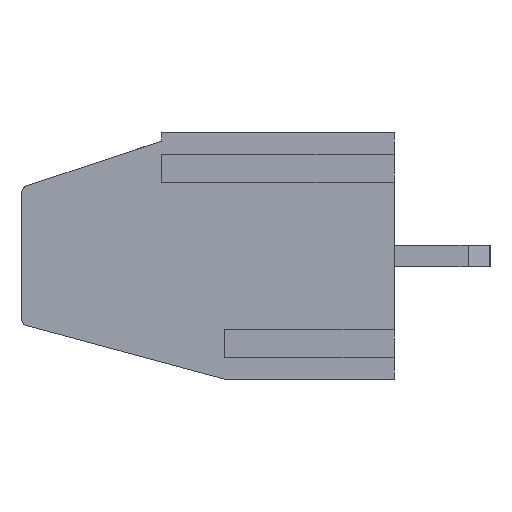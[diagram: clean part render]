
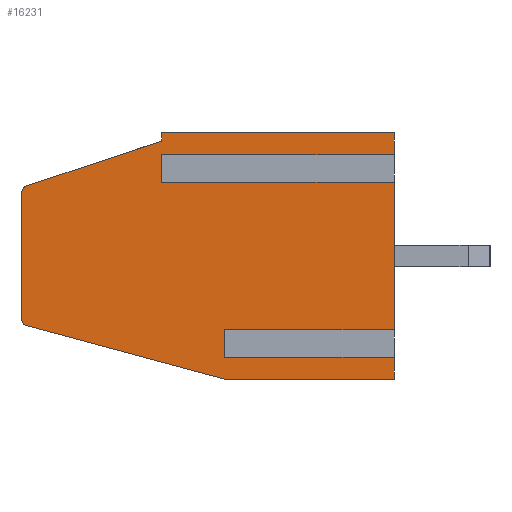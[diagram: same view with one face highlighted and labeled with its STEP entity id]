
A CAD part, left-side view. The second image highlights one B-rep face of the part: STEP entity #16231.
In plain terms, the highlighted planar face has unit normal (-1, 0, 0).
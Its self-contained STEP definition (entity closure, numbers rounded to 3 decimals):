
#213 = CARTESIAN_POINT ( 'NONE',  ( 0., 8.5, 7.993 ) ) ;
#451 = VERTEX_POINT ( 'NONE', #34202 ) ;
#742 = CARTESIAN_POINT ( 'NONE',  ( 0., 6.2, 1.007 ) ) ;
#842 = CARTESIAN_POINT ( 'NONE',  ( 0., 8.5, 7.993 ) ) ;
#1158 = ORIENTED_EDGE ( 'NONE', *, *, #7009, .T. ) ;
#1198 = CARTESIAN_POINT ( 'NONE',  ( 0., 13.6, 2. ) ) ;
#1669 = LINE ( 'NONE', #25021, #33515 ) ;
#1696 = VECTOR ( 'NONE', #4491, 1000. ) ;
#1704 = CARTESIAN_POINT ( 'NONE',  ( 0., 0., 1.007 ) ) ;
#2179 = DIRECTION ( 'NONE',  ( -1., 0., 0. ) ) ;
#2341 = CARTESIAN_POINT ( 'NONE',  ( 0., 6.2, 1.007 ) ) ;
#2560 = ORIENTED_EDGE ( 'NONE', *, *, #4894, .T. ) ;
#3011 = EDGE_CURVE ( 'NONE', #451, #30452, #26487, .T. ) ;
#3123 = EDGE_CURVE ( 'NONE', #41037, #41731, #36893, .T. ) ;
#3714 = EDGE_CURVE ( 'NONE', #25426, #29795, #19109, .T. ) ;
#3827 = LINE ( 'NONE', #742, #1696 ) ;
#4021 = DIRECTION ( 'NONE',  ( 0., 0., -1. ) ) ;
#4210 = CARTESIAN_POINT ( 'NONE',  ( 0., 8.5, 7.407 ) ) ;
#4491 = DIRECTION ( 'NONE',  ( 0., 0., 1. ) ) ;
#4808 = EDGE_CURVE ( 'NONE', #31810, #36971, #14689, .T. ) ;
#4894 = EDGE_CURVE ( 'NONE', #13588, #30994, #1669, .T. ) ;
#4941 = DIRECTION ( 'NONE',  ( 0., 0.965, 0.261 ) ) ;
#5634 = EDGE_CURVE ( 'NONE', #11829, #36971, #34910, .T. ) ;
#6441 = ORIENTED_EDGE ( 'NONE', *, *, #17070, .T. ) ;
#7009 = EDGE_CURVE ( 'NONE', #30994, #41075, #32065, .T. ) ;
#7231 = EDGE_CURVE ( 'NONE', #25426, #13588, #3827, .T. ) ;
#7919 = VECTOR ( 'NONE', #35388, 1000. ) ;
#7937 = VECTOR ( 'NONE', #33433, 1000. ) ;
#8271 = LINE ( 'NONE', #21295, #30288 ) ;
#8654 = VECTOR ( 'NONE', #31425, 1000. ) ;
#8729 = CARTESIAN_POINT ( 'NONE',  ( 0., 0., 9. ) ) ;
#8851 = CARTESIAN_POINT ( 'NONE',  ( 0., 13.463, 7.046 ) ) ;
#8906 = ORIENTED_EDGE ( 'NONE', *, *, #34504, .F. ) ;
#8977 = VECTOR ( 'NONE', #11574, 1000. ) ;
#9549 = CARTESIAN_POINT ( 'NONE',  ( 0., 13.6, 0. ) ) ;
#9562 = VERTEX_POINT ( 'NONE', #23464 ) ;
#9742 = ORIENTED_EDGE ( 'NONE', *, *, #36554, .T. ) ;
#9761 = CARTESIAN_POINT ( 'NONE',  ( 0., 13.6, 7. ) ) ;
#10471 = ORIENTED_EDGE ( 'NONE', *, *, #34117, .F. ) ;
#11574 = DIRECTION ( 'NONE',  ( 0., 0., 1. ) ) ;
#11627 = ORIENTED_EDGE ( 'NONE', *, *, #5634, .T. ) ;
#11662 = VERTEX_POINT ( 'NONE', #37594 ) ;
#11829 = VERTEX_POINT ( 'NONE', #33336 ) ;
#12273 = CARTESIAN_POINT ( 'NONE',  ( 0., 8.5, 8.7 ) ) ;
#12428 = CIRCLE ( 'NONE', #17381, 0.2 ) ;
#12940 = VECTOR ( 'NONE', #28523, 1000. ) ;
#13017 = EDGE_CURVE ( 'NONE', #20318, #41075, #13842, .T. ) ;
#13444 = LINE ( 'NONE', #213, #19986 ) ;
#13588 = VERTEX_POINT ( 'NONE', #17425 ) ;
#13842 = LINE ( 'NONE', #41613, #8654 ) ;
#14255 = CARTESIAN_POINT ( 'NONE',  ( 0., 13.6, 9. ) ) ;
#14689 = LINE ( 'NONE', #14255, #18770 ) ;
#15587 = CARTESIAN_POINT ( 'NONE',  ( 0., 0., 9. ) ) ;
#15590 = VECTOR ( 'NONE', #23212, 1000. ) ;
#15603 = VECTOR ( 'NONE', #4941, 1000. ) ;
#15817 = DIRECTION ( 'NONE',  ( 0., -1., 0. ) ) ;
#16231 = ADVANCED_FACE ( 'NONE', ( #27333 ), #31907, .F. ) ;
#16252 = ORIENTED_EDGE ( 'NONE', *, *, #31654, .T. ) ;
#16816 = CARTESIAN_POINT ( 'NONE',  ( 0., 0., 1.593 ) ) ;
#17070 = EDGE_CURVE ( 'NONE', #9562, #36054, #12428, .T. ) ;
#17358 = DIRECTION ( 'NONE',  ( 0., -1., 0. ) ) ;
#17381 = AXIS2_PLACEMENT_3D ( 'NONE', #25963, #2179, #29050 ) ;
#17425 = CARTESIAN_POINT ( 'NONE',  ( 0., 6.2, 1.593 ) ) ;
#17745 = LINE ( 'NONE', #1198, #15603 ) ;
#17967 = ORIENTED_EDGE ( 'NONE', *, *, #40686, .F. ) ;
#18770 = VECTOR ( 'NONE', #17358, 1000. ) ;
#19109 = LINE ( 'NONE', #2341, #32868 ) ;
#19986 = VECTOR ( 'NONE', #37254, 1000. ) ;
#20318 = VERTEX_POINT ( 'NONE', #4210 ) ;
#20786 = DIRECTION ( 'NONE',  ( 1., 0., 0. ) ) ;
#21295 = CARTESIAN_POINT ( 'NONE',  ( 0., 13.6, 9. ) ) ;
#21518 = AXIS2_PLACEMENT_3D ( 'NONE', #24081, #20786, #4021 ) ;
#21729 = DIRECTION ( 'NONE',  ( 0., 0., 1. ) ) ;
#22419 = LINE ( 'NONE', #8729, #7919 ) ;
#22436 = CARTESIAN_POINT ( 'NONE',  ( 0., 8.5, 9. ) ) ;
#22697 = CARTESIAN_POINT ( 'NONE',  ( 0., 13.4, 6.856 ) ) ;
#22754 = CARTESIAN_POINT ( 'NONE',  ( 0., 0., 7.407 ) ) ;
#22917 = DIRECTION ( 'NONE',  ( -1., 0., 0. ) ) ;
#23212 = DIRECTION ( 'NONE',  ( 0., -0.949, 0.316 ) ) ;
#23464 = CARTESIAN_POINT ( 'NONE',  ( 0., 13.6, 2.153 ) ) ;
#24081 = CARTESIAN_POINT ( 'NONE',  ( 0., 13.6, 9. ) ) ;
#24374 = VERTEX_POINT ( 'NONE', #842 ) ;
#24715 = ORIENTED_EDGE ( 'NONE', *, *, #7231, .T. ) ;
#25021 = CARTESIAN_POINT ( 'NONE',  ( 0., 6.2, 1.593 ) ) ;
#25374 = ORIENTED_EDGE ( 'NONE', *, *, #4808, .F. ) ;
#25426 = VERTEX_POINT ( 'NONE', #30603 ) ;
#25539 = DIRECTION ( 'NONE',  ( 0., 0., -1. ) ) ;
#25963 = CARTESIAN_POINT ( 'NONE',  ( 0., 13.4, 2.153 ) ) ;
#26487 = LINE ( 'NONE', #9549, #32435 ) ;
#26492 = LINE ( 'NONE', #39986, #26860 ) ;
#26710 = DIRECTION ( 'NONE',  ( 0., 0., 1. ) ) ;
#26860 = VECTOR ( 'NONE', #26710, 1000. ) ;
#27042 = ORIENTED_EDGE ( 'NONE', *, *, #3123, .F. ) ;
#27333 = FACE_OUTER_BOUND ( 'NONE', #30287, .T. ) ;
#28264 = AXIS2_PLACEMENT_3D ( 'NONE', #22697, #22917, #25539 ) ;
#28523 = DIRECTION ( 'NONE',  ( 0., 0., 1. ) ) ;
#29050 = DIRECTION ( 'NONE',  ( 0., 0., -1. ) ) ;
#29338 = CARTESIAN_POINT ( 'NONE',  ( 0., 13.6, 6.856 ) ) ;
#29795 = VERTEX_POINT ( 'NONE', #1704 ) ;
#30230 = ORIENTED_EDGE ( 'NONE', *, *, #43457, .F. ) ;
#30287 = EDGE_LOOP ( 'NONE', ( #27042, #16252, #10471, #6441, #8906, #34437, #34015, #9742, #32097, #24715, #2560, #1158, #34880, #30230, #36479, #11627, #25374, #17967 ) ) ;
#30288 = VECTOR ( 'NONE', #21729, 1000. ) ;
#30321 = CARTESIAN_POINT ( 'NONE',  ( 0., 8.5, 7.993 ) ) ;
#30436 = DIRECTION ( 'NONE',  ( 0., -1., 0. ) ) ;
#30452 = VERTEX_POINT ( 'NONE', #43338 ) ;
#30603 = CARTESIAN_POINT ( 'NONE',  ( 0., 6.2, 1.007 ) ) ;
#30994 = VERTEX_POINT ( 'NONE', #16816 ) ;
#31425 = DIRECTION ( 'NONE',  ( 0., -1., 0. ) ) ;
#31654 = EDGE_CURVE ( 'NONE', #41037, #39411, #32507, .T. ) ;
#31810 = VERTEX_POINT ( 'NONE', #22436 ) ;
#31907 = PLANE ( 'NONE',  #21518 ) ;
#32065 = LINE ( 'NONE', #15587, #12940 ) ;
#32097 = ORIENTED_EDGE ( 'NONE', *, *, #3714, .F. ) ;
#32435 = VECTOR ( 'NONE', #30436, 1000. ) ;
#32501 = DIRECTION ( 'NONE',  ( 0., -1., 0. ) ) ;
#32507 = CIRCLE ( 'NONE', #28264, 0.2 ) ;
#32868 = VECTOR ( 'NONE', #15817, 1000. ) ;
#33336 = CARTESIAN_POINT ( 'NONE',  ( 0., 0., 7.993 ) ) ;
#33433 = DIRECTION ( 'NONE',  ( 0., 0., -1. ) ) ;
#33515 = VECTOR ( 'NONE', #32501, 1000. ) ;
#34015 = ORIENTED_EDGE ( 'NONE', *, *, #3011, .T. ) ;
#34117 = EDGE_CURVE ( 'NONE', #9562, #39411, #8271, .T. ) ;
#34202 = CARTESIAN_POINT ( 'NONE',  ( 0., 6.2, 0. ) ) ;
#34437 = ORIENTED_EDGE ( 'NONE', *, *, #35183, .F. ) ;
#34504 = EDGE_CURVE ( 'NONE', #11662, #36054, #17745, .T. ) ;
#34880 = ORIENTED_EDGE ( 'NONE', *, *, #13017, .F. ) ;
#34910 = LINE ( 'NONE', #40291, #37663 ) ;
#35183 = EDGE_CURVE ( 'NONE', #451, #11662, #26492, .T. ) ;
#35388 = DIRECTION ( 'NONE',  ( 0., 0., 1. ) ) ;
#36054 = VERTEX_POINT ( 'NONE', #42850 ) ;
#36479 = ORIENTED_EDGE ( 'NONE', *, *, #37770, .T. ) ;
#36554 = EDGE_CURVE ( 'NONE', #30452, #29795, #22419, .T. ) ;
#36893 = LINE ( 'NONE', #9761, #15590 ) ;
#36971 = VERTEX_POINT ( 'NONE', #37261 ) ;
#37219 = DIRECTION ( 'NONE',  ( 0., 0., 1. ) ) ;
#37254 = DIRECTION ( 'NONE',  ( 0., -1., 0. ) ) ;
#37261 = CARTESIAN_POINT ( 'NONE',  ( 0., 0., 9. ) ) ;
#37594 = CARTESIAN_POINT ( 'NONE',  ( 0., 6.2, 0. ) ) ;
#37663 = VECTOR ( 'NONE', #37219, 1000. ) ;
#37770 = EDGE_CURVE ( 'NONE', #24374, #11829, #13444, .T. ) ;
#39411 = VERTEX_POINT ( 'NONE', #29338 ) ;
#39986 = CARTESIAN_POINT ( 'NONE',  ( 0., 6.2, 0. ) ) ;
#40284 = LINE ( 'NONE', #30321, #7937 ) ;
#40291 = CARTESIAN_POINT ( 'NONE',  ( 0., 0., 9. ) ) ;
#40686 = EDGE_CURVE ( 'NONE', #41731, #31810, #42019, .T. ) ;
#41037 = VERTEX_POINT ( 'NONE', #8851 ) ;
#41075 = VERTEX_POINT ( 'NONE', #22754 ) ;
#41613 = CARTESIAN_POINT ( 'NONE',  ( 0., 8.5, 7.407 ) ) ;
#41731 = VERTEX_POINT ( 'NONE', #12273 ) ;
#41798 = CARTESIAN_POINT ( 'NONE',  ( 0., 8.5, 8.7 ) ) ;
#42019 = LINE ( 'NONE', #41798, #8977 ) ;
#42850 = CARTESIAN_POINT ( 'NONE',  ( 0., 13.452, 1.96 ) ) ;
#43338 = CARTESIAN_POINT ( 'NONE',  ( 0., 0., 0. ) ) ;
#43457 = EDGE_CURVE ( 'NONE', #24374, #20318, #40284, .T. ) ;
